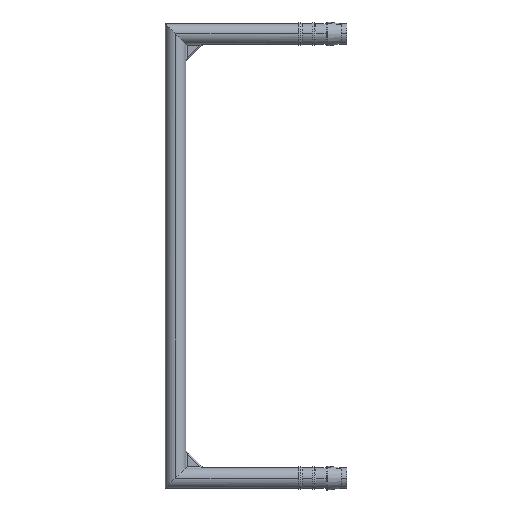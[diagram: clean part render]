
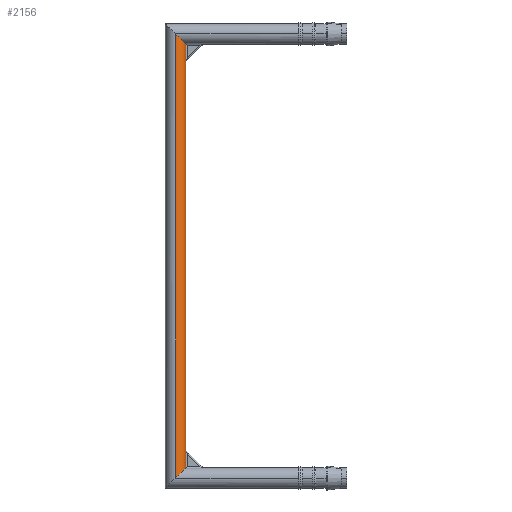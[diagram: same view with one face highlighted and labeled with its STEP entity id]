
A CAD part, top view. The second image highlights one B-rep face of the part: STEP entity #2156.
In plain terms, the highlighted cylindrical face has radius 3 mm (diameter 6 mm), a partial arc.
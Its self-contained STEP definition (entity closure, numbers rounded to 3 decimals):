
#1744=CARTESIAN_POINT('Vertex',(2.875,2.875,0.857)) ;
#1748=CARTESIAN_POINT('Control Point',(2.875,2.875,0.857)) ;
#1749=CARTESIAN_POINT('Control Point',(2.764,2.764,1.23)) ;
#1750=CARTESIAN_POINT('Control Point',(2.597,2.597,1.569)) ;
#1751=CARTESIAN_POINT('Control Point',(2.39,2.39,1.86)) ;
#1752=CARTESIAN_POINT('Control Point',(1.888,1.888,2.398)) ;
#1753=CARTESIAN_POINT('Control Point',(1.303,1.303,2.738)) ;
#1754=CARTESIAN_POINT('Control Point',(0.974,0.974,2.869)) ;
#1755=CARTESIAN_POINT('Control Point',(0.567,0.567,2.968)) ;
#1756=CARTESIAN_POINT('Control Point',(0.157,0.157,2.997)) ;
#1757=CARTESIAN_POINT('Control Point',(0.141,0.141,2.998)) ;
#1758=CARTESIAN_POINT('Control Point',(0.071,0.071,3.)) ;
#1759=CARTESIAN_POINT('Control Point',(0.,0.,3.)) ;
#1760=CARTESIAN_POINT('Vertex',(0.,0.,3.)) ;
#1836=CARTESIAN_POINT('Vertex',(2.875,7.897,0.857)) ;
#1839=CARTESIAN_POINT('Line Origine',(2.875,65.,0.857)) ;
#2062=CARTESIAN_POINT('Vertex',(2.984,8.016,0.31)) ;
#2066=CARTESIAN_POINT('Control Point',(2.984,8.016,0.31)) ;
#2067=CARTESIAN_POINT('Control Point',(2.967,8.033,0.475)) ;
#2068=CARTESIAN_POINT('Control Point',(2.938,8.009,0.632)) ;
#2069=CARTESIAN_POINT('Control Point',(2.904,7.958,0.759)) ;
#2070=CARTESIAN_POINT('Control Point',(2.875,7.897,0.857)) ;
#2079=CARTESIAN_POINT('Axis2P3D Location',(0.,65.,0.)) ;
#2085=CARTESIAN_POINT('Control Point',(2.984,121.984,0.31)) ;
#2086=CARTESIAN_POINT('Control Point',(2.967,121.967,0.475)) ;
#2087=CARTESIAN_POINT('Control Point',(2.938,121.991,0.632)) ;
#2088=CARTESIAN_POINT('Control Point',(2.904,122.042,0.759)) ;
#2089=CARTESIAN_POINT('Control Point',(2.875,122.103,0.857)) ;
#2090=CARTESIAN_POINT('Vertex',(2.875,122.103,0.857)) ;
#2092=CARTESIAN_POINT('Vertex',(2.984,121.984,0.31)) ;
#2095=CARTESIAN_POINT('Line Origine',(2.875,65.,0.857)) ;
#2099=CARTESIAN_POINT('Vertex',(2.875,127.125,0.857)) ;
#2103=CARTESIAN_POINT('Control Point',(2.875,127.125,0.857)) ;
#2104=CARTESIAN_POINT('Control Point',(2.764,127.236,1.23)) ;
#2105=CARTESIAN_POINT('Control Point',(2.597,127.403,1.569)) ;
#2106=CARTESIAN_POINT('Control Point',(2.39,127.61,1.86)) ;
#2107=CARTESIAN_POINT('Control Point',(1.888,128.112,2.398)) ;
#2108=CARTESIAN_POINT('Control Point',(1.303,128.697,2.738)) ;
#2109=CARTESIAN_POINT('Control Point',(0.974,129.026,2.869)) ;
#2110=CARTESIAN_POINT('Control Point',(0.567,129.433,2.968)) ;
#2111=CARTESIAN_POINT('Control Point',(0.157,129.843,2.997)) ;
#2112=CARTESIAN_POINT('Control Point',(0.141,129.859,2.998)) ;
#2113=CARTESIAN_POINT('Control Point',(0.071,129.929,3.)) ;
#2114=CARTESIAN_POINT('Control Point',(0.,130.,3.)) ;
#2115=CARTESIAN_POINT('Vertex',(0.,130.,3.)) ;
#2118=CARTESIAN_POINT('Line Origine',(0.,65.,3.)) ;
#2124=CARTESIAN_POINT('Control Point',(3.,8.,0.)) ;
#2125=CARTESIAN_POINT('Control Point',(3.,8.,0.104)) ;
#2126=CARTESIAN_POINT('Control Point',(2.995,8.005,0.207)) ;
#2127=CARTESIAN_POINT('Control Point',(2.984,8.016,0.31)) ;
#2128=CARTESIAN_POINT('Vertex',(3.,8.,0.)) ;
#2131=CARTESIAN_POINT('Line Origine',(3.,65.,0.)) ;
#2135=CARTESIAN_POINT('Vertex',(3.,122.,0.)) ;
#2139=CARTESIAN_POINT('Control Point',(3.,122.,0.)) ;
#2140=CARTESIAN_POINT('Control Point',(3.,122.,0.104)) ;
#2141=CARTESIAN_POINT('Control Point',(2.995,121.995,0.207)) ;
#2142=CARTESIAN_POINT('Control Point',(2.984,121.984,0.31)) ;
#1840=DIRECTION('Vector Direction',(0.,1.,0.)) ;
#2080=DIRECTION('Axis2P3D Direction',(0.,-1.,0.)) ;
#2081=DIRECTION('Axis2P3D XDirection',(1.,0.,0.)) ;
#2096=DIRECTION('Vector Direction',(0.,-1.,0.)) ;
#2119=DIRECTION('Vector Direction',(0.,-1.,0.)) ;
#2132=DIRECTION('Vector Direction',(0.,-1.,0.)) ;
#2082=AXIS2_PLACEMENT_3D('Cylinder Axis2P3D',#2079,#2080,#2081) ;
#2145=ORIENTED_EDGE('',*,*,#2094,.F.) ;
#2146=ORIENTED_EDGE('',*,*,#2101,.F.) ;
#2147=ORIENTED_EDGE('',*,*,#2117,.T.) ;
#2148=ORIENTED_EDGE('',*,*,#2122,.T.) ;
#2149=ORIENTED_EDGE('',*,*,#1762,.F.) ;
#2150=ORIENTED_EDGE('',*,*,#1843,.T.) ;
#2151=ORIENTED_EDGE('',*,*,#2071,.F.) ;
#2152=ORIENTED_EDGE('',*,*,#2130,.F.) ;
#2153=ORIENTED_EDGE('',*,*,#2137,.T.) ;
#2154=ORIENTED_EDGE('',*,*,#2143,.T.) ;
#1841=VECTOR('Line Direction',#1840,1.) ;
#2097=VECTOR('Line Direction',#2096,1.) ;
#2120=VECTOR('Line Direction',#2119,1.) ;
#2133=VECTOR('Line Direction',#2132,1.) ;
#2156=ADVANCED_FACE('PartBody',(#2155),#2083,.T.) ;
#1747=B_SPLINE_CURVE_WITH_KNOTS('',5,(#1748,#1749,#1750,#1751,#1752,#1753,#1754,#1755,#1756,#1757,#1758,#1759),.UNSPECIFIED.,.F.,.U.,(6,3,3,6),(1.246,4.106,7.506,8.212),.UNSPECIFIED.) ;
#2065=B_SPLINE_CURVE_WITH_KNOTS('',4,(#2066,#2067,#2068,#2069,#2070),.UNSPECIFIED.,.F.,.U.,(5,5),(0.,0.992),.UNSPECIFIED.) ;
#2084=B_SPLINE_CURVE_WITH_KNOTS('',4,(#2085,#2086,#2087,#2088,#2089),.UNSPECIFIED.,.F.,.U.,(5,5),(0.,0.992),.UNSPECIFIED.) ;
#2102=B_SPLINE_CURVE_WITH_KNOTS('',5,(#2103,#2104,#2105,#2106,#2107,#2108,#2109,#2110,#2111,#2112,#2113,#2114),.UNSPECIFIED.,.F.,.U.,(6,3,3,6),(1.246,4.106,7.506,8.212),.UNSPECIFIED.) ;
#2123=B_SPLINE_CURVE_WITH_KNOTS('',3,(#2124,#2125,#2126,#2127),.UNSPECIFIED.,.F.,.U.,(4,4),(0.,0.44),.UNSPECIFIED.) ;
#2138=B_SPLINE_CURVE_WITH_KNOTS('',3,(#2139,#2140,#2141,#2142),.UNSPECIFIED.,.F.,.U.,(4,4),(0.,0.44),.UNSPECIFIED.) ;
#2083=CYLINDRICAL_SURFACE('generated cylinder',#2082,3.) ;
#1762=EDGE_CURVE('',#1745,#1761,#1747,.T.) ;
#1843=EDGE_CURVE('',#1745,#1837,#1842,.T.) ;
#2071=EDGE_CURVE('',#2063,#1837,#2065,.T.) ;
#2094=EDGE_CURVE('',#2091,#2093,#2084,.F.) ;
#2101=EDGE_CURVE('',#2100,#2091,#2098,.T.) ;
#2117=EDGE_CURVE('',#2100,#2116,#2102,.T.) ;
#2122=EDGE_CURVE('',#2116,#1761,#2121,.T.) ;
#2130=EDGE_CURVE('',#2129,#2063,#2123,.T.) ;
#2137=EDGE_CURVE('',#2129,#2136,#2134,.F.) ;
#2143=EDGE_CURVE('',#2136,#2093,#2138,.T.) ;
#2144=EDGE_LOOP('',(#2145,#2146,#2147,#2148,#2149,#2150,#2151,#2152,#2153,#2154)) ;
#2155=FACE_OUTER_BOUND('',#2144,.T.) ;
#1842=LINE('Line',#1839,#1841) ;
#2098=LINE('Line',#2095,#2097) ;
#2121=LINE('Line',#2118,#2120) ;
#2134=LINE('Line',#2131,#2133) ;
#1745=VERTEX_POINT('',#1744) ;
#1761=VERTEX_POINT('',#1760) ;
#1837=VERTEX_POINT('',#1836) ;
#2063=VERTEX_POINT('',#2062) ;
#2091=VERTEX_POINT('',#2090) ;
#2093=VERTEX_POINT('',#2092) ;
#2100=VERTEX_POINT('',#2099) ;
#2116=VERTEX_POINT('',#2115) ;
#2129=VERTEX_POINT('',#2128) ;
#2136=VERTEX_POINT('',#2135) ;
